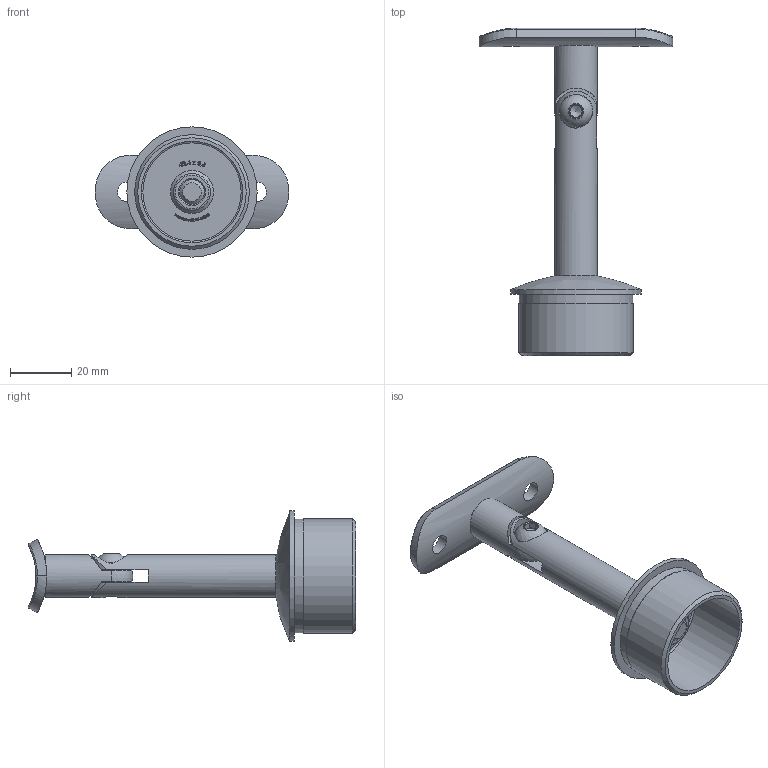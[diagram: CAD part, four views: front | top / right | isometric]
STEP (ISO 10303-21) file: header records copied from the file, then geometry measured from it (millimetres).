
FILE_DESCRIPTION (( 'STEP AP203' ), '1' );
FILE_NAME ('60725-240-25.step', '2021-11-26T10:03:26', ( '' ), ( '' ), 'SwSTEP 2.0', 'SolidWorks 2018', '' );
FILE_SCHEMA (( 'CONFIG_CONTROL_DESIGN' ));
Length unit declared in the file: millimetre
Products named in the file (16): 6027X-240_60273-240-25-M8; 50232-240_50232-240; 6027X-240; 60725-240-25; 50232-240 Teil1; 60182-240; 60182-240_60182-240; 50232-240 Teil2_50232-240 Teil2; 50232-240; 50232-240 Teil1_50232-240 Teil1; DIN-7991_-_DIN7991 M6x16_DIN7991 M6x12; 50232-240 Teil3_ISO 7380 M6x10; 50232-240 Teil2; 50232-240 Teil3; DIN-7991_-_DIN7991 M6x16
Assembly tree (11 placements, depth 3):
  6027X-240
  60725-240-25
    60182-240_60182-240
    DIN-7991_-_DIN7991 M6x16_DIN7991 M6x12
    50232-240_50232-240
      50232-240 Teil1_50232-240 Teil1
      50232-240 Teil2_50232-240 Teil2
      50232-240 Teil3_ISO 7380 M6x10
    6027X-240_60273-240-25-M8
  60182-240
  50232-240 Teil2
  60725-240-25
    50232-240
      50232-240 Teil1
      50232-240 Teil3
    DIN-7991_-_DIN7991 M6x16
Bounding box: 63 x 106.52 x 42.4 mm (x, y, z)
Volume: 26095.2 mm3; surface area: 17295.3 mm2
Topology: 6 solids, 6 shells, 461 faces, 1169 edges, 769 vertices
Faces by surface type: plane 260, bspline 133, cylinder 37, cone 22, torus 6, sphere 3
Full cylindrical faces by diameter (mm): 4.773 x1, 5 x2, 6 x2, 6.5 x4, 6.8 x1, 8 x2, 10.6 x1, 11 x1, 12 x2, 12.5 x1, 14 x2, 33 x1, 36.9 x1, 37.3 x1, 42.4 x1
Entity records: 23911 total; most frequent: CARTESIAN_POINT 12346, ORIENTED_EDGE 2222, DIRECTION 1594, EDGE_CURVE 1111, VERTEX_POINT 753, VECTOR 736, LINE 736, EDGE_LOOP 566
